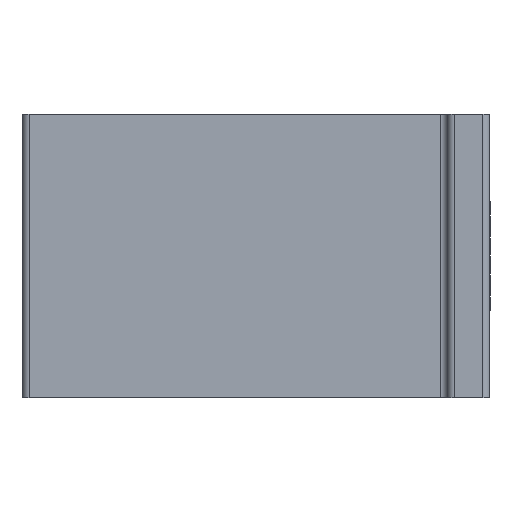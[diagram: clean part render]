
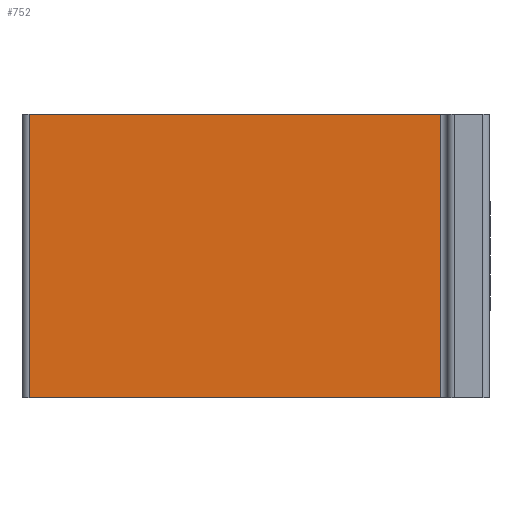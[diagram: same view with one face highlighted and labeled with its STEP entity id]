
A CAD part, left-side view. The second image highlights one B-rep face of the part: STEP entity #752.
In plain terms, the highlighted planar face has unit normal (-1, 0, 0).
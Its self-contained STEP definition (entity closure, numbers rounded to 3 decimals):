
#4 = DIRECTION ( 'NONE',  ( 1., 0., 0. ) ) ;
#9 = PLANE ( 'NONE',  #512 ) ;
#12 = ORIENTED_EDGE ( 'NONE', *, *, #290, .F. ) ;
#31 = LINE ( 'NONE', #886, #987 ) ;
#36 = CARTESIAN_POINT ( 'NONE',  ( 17., 3.5, 20. ) ) ;
#83 = LINE ( 'NONE', #1142, #409 ) ;
#116 = DIRECTION ( 'NONE',  ( 0., -1., 0. ) ) ;
#127 = LINE ( 'NONE', #1197, #327 ) ;
#139 = DIRECTION ( 'NONE',  ( 0., -1., 0. ) ) ;
#175 = VERTEX_POINT ( 'NONE', #972 ) ;
#178 = DIRECTION ( 'NONE',  ( 0., 0., 1. ) ) ;
#241 = EDGE_CURVE ( 'NONE', #175, #670, #31, .T. ) ;
#257 = VERTEX_POINT ( 'NONE', #36 ) ;
#290 = EDGE_CURVE ( 'NONE', #175, #257, #127, .T. ) ;
#321 = FACE_OUTER_BOUND ( 'NONE', #518, .T. ) ;
#327 = VECTOR ( 'NONE', #139, 1000. ) ;
#409 = VECTOR ( 'NONE', #178, 1000. ) ;
#512 = AXIS2_PLACEMENT_3D ( 'NONE', #896, #4, #1169 ) ;
#518 = EDGE_LOOP ( 'NONE', ( #1135, #860, #12, #903 ) ) ;
#573 = CARTESIAN_POINT ( 'NONE',  ( 17., 32.5, 0. ) ) ;
#601 = CARTESIAN_POINT ( 'NONE',  ( 17., 33., 0. ) ) ;
#632 = VERTEX_POINT ( 'NONE', #863 ) ;
#635 = VECTOR ( 'NONE', #116, 1000. ) ;
#670 = VERTEX_POINT ( 'NONE', #573 ) ;
#752 = ADVANCED_FACE ( 'NONE', ( #321 ), #9, .F. ) ;
#795 = DIRECTION ( 'NONE',  ( 0., 0., -1. ) ) ;
#860 = ORIENTED_EDGE ( 'NONE', *, *, #881, .T. ) ;
#863 = CARTESIAN_POINT ( 'NONE',  ( 17., 3.5, 0. ) ) ;
#881 = EDGE_CURVE ( 'NONE', #632, #257, #83, .T. ) ;
#886 = CARTESIAN_POINT ( 'NONE',  ( 17., 32.5, 20. ) ) ;
#896 = CARTESIAN_POINT ( 'NONE',  ( 17., 33., 20. ) ) ;
#903 = ORIENTED_EDGE ( 'NONE', *, *, #241, .T. ) ;
#972 = CARTESIAN_POINT ( 'NONE',  ( 17., 32.5, 20. ) ) ;
#987 = VECTOR ( 'NONE', #795, 1000. ) ;
#1135 = ORIENTED_EDGE ( 'NONE', *, *, #1147, .T. ) ;
#1142 = CARTESIAN_POINT ( 'NONE',  ( 17., 3.5, 20. ) ) ;
#1147 = EDGE_CURVE ( 'NONE', #670, #632, #1173, .T. ) ;
#1169 = DIRECTION ( 'NONE',  ( 0., 1., 0. ) ) ;
#1173 = LINE ( 'NONE', #601, #635 ) ;
#1197 = CARTESIAN_POINT ( 'NONE',  ( 17., 33., 20. ) ) ;
